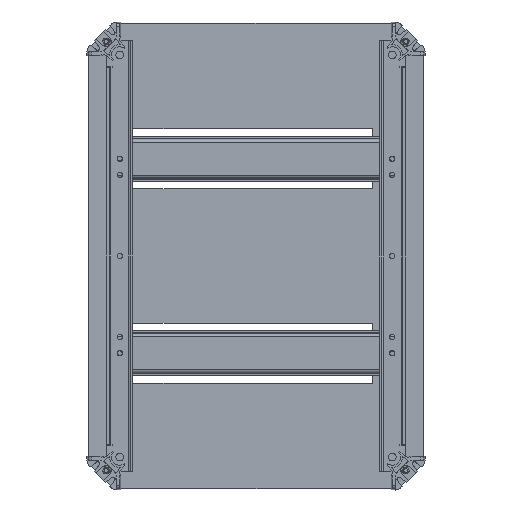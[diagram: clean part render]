
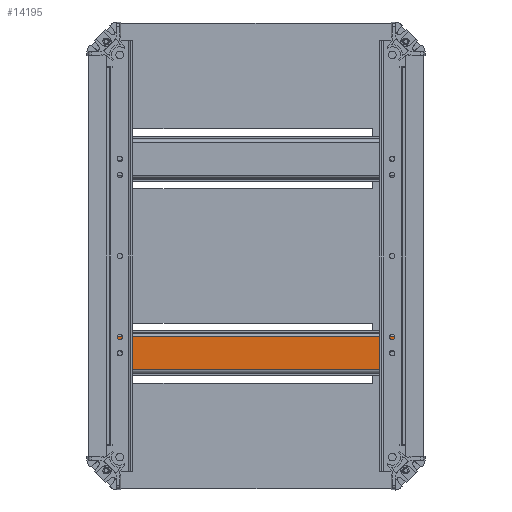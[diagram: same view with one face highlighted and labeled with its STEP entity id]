
A CAD part, front view. The second image highlights one B-rep face of the part: STEP entity #14195.
In plain terms, the highlighted planar face has unit normal (0, -1, 0).
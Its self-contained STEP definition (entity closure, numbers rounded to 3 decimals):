
#647 = PLANE ( 'NONE',  #7516 ) ;
#727 = VERTEX_POINT ( 'NONE', #16630 ) ;
#791 = VECTOR ( 'NONE', #4036, 1000. ) ;
#884 = ORIENTED_EDGE ( 'NONE', *, *, #7155, .F. ) ;
#1049 = ORIENTED_EDGE ( 'NONE', *, *, #6394, .F. ) ;
#1068 = VERTEX_POINT ( 'NONE', #17396 ) ;
#1417 = CARTESIAN_POINT ( 'NONE',  ( 2.25, -1.5, 110. ) ) ;
#1474 = CARTESIAN_POINT ( 'NONE',  ( 0., -1.5, 105. ) ) ;
#1507 = CARTESIAN_POINT ( 'NONE',  ( 2.25, -1.5, -110. ) ) ;
#1649 = LINE ( 'NONE', #1417, #791 ) ;
#1749 = CARTESIAN_POINT ( 'NONE',  ( -12.7, -1.5, 110. ) ) ;
#1821 = VERTEX_POINT ( 'NONE', #7436 ) ;
#1864 = LINE ( 'NONE', #16193, #12553 ) ;
#2054 = DIRECTION ( 'NONE',  ( 0., 0., 1. ) ) ;
#2115 = VECTOR ( 'NONE', #18064, 1000. ) ;
#2308 = LINE ( 'NONE', #9071, #16820 ) ;
#2535 = ORIENTED_EDGE ( 'NONE', *, *, #7275, .F. ) ;
#2873 = DIRECTION ( 'NONE',  ( 0., 0., 1. ) ) ;
#3148 = CARTESIAN_POINT ( 'NONE',  ( 2.25, -1.5, 105. ) ) ;
#3170 = VECTOR ( 'NONE', #14270, 1000. ) ;
#3412 = CIRCLE ( 'NONE', #17266, 2.25 ) ;
#3535 = VERTEX_POINT ( 'NONE', #1749 ) ;
#3685 = VERTEX_POINT ( 'NONE', #13279 ) ;
#3713 = ORIENTED_EDGE ( 'NONE', *, *, #7124, .T. ) ;
#3779 = CIRCLE ( 'NONE', #3924, 2.25 ) ;
#3924 = AXIS2_PLACEMENT_3D ( 'NONE', #16117, #7694, #17566 ) ;
#4036 = DIRECTION ( 'NONE',  ( 0., 0., 1. ) ) ;
#4205 = CARTESIAN_POINT ( 'NONE',  ( 13.5, -1.5, 110. ) ) ;
#4441 = CARTESIAN_POINT ( 'NONE',  ( -2.25, -1.5, -110. ) ) ;
#4474 = LINE ( 'NONE', #4205, #4954 ) ;
#4745 = ORIENTED_EDGE ( 'NONE', *, *, #7064, .F. ) ;
#4954 = VECTOR ( 'NONE', #14012, 1000. ) ;
#5405 = DIRECTION ( 'NONE',  ( 0., 0., -1. ) ) ;
#5744 = DIRECTION ( 'NONE',  ( 0., -1., 0. ) ) ;
#5754 = ORIENTED_EDGE ( 'NONE', *, *, #7027, .F. ) ;
#6394 = EDGE_CURVE ( 'NONE', #14950, #7586, #3779, .T. ) ;
#6706 = VECTOR ( 'NONE', #9860, 1000. ) ;
#6760 = CARTESIAN_POINT ( 'NONE',  ( 13.5, -1.5, -110. ) ) ;
#6919 = LINE ( 'NONE', #12834, #3170 ) ;
#6982 = EDGE_CURVE ( 'NONE', #12255, #9149, #10866, .T. ) ;
#7027 = EDGE_CURVE ( 'NONE', #7586, #12255, #3412, .T. ) ;
#7047 = CARTESIAN_POINT ( 'NONE',  ( -2.25, -1.5, -105. ) ) ;
#7064 = EDGE_CURVE ( 'NONE', #3685, #14950, #13273, .T. ) ;
#7124 = EDGE_CURVE ( 'NONE', #3685, #12352, #13689, .T. ) ;
#7155 = EDGE_CURVE ( 'NONE', #1068, #12352, #16618, .T. ) ;
#7184 = EDGE_CURVE ( 'NONE', #1821, #1068, #4474, .T. ) ;
#7188 = EDGE_CURVE ( 'NONE', #12754, #1821, #1649, .T. ) ;
#7204 = EDGE_CURVE ( 'NONE', #8552, #12754, #8252, .T. ) ;
#7267 = ORIENTED_EDGE ( 'NONE', *, *, #7204, .F. ) ;
#7275 = EDGE_CURVE ( 'NONE', #727, #8552, #6919, .T. ) ;
#7364 = EDGE_CURVE ( 'NONE', #3535, #727, #14361, .T. ) ;
#7391 = EDGE_CURVE ( 'NONE', #10831, #3535, #2308, .T. ) ;
#7423 = EDGE_CURVE ( 'NONE', #10831, #9149, #1864, .T. ) ;
#7436 = CARTESIAN_POINT ( 'NONE',  ( 2.25, -1.5, 110. ) ) ;
#7516 = AXIS2_PLACEMENT_3D ( 'NONE', #7590, #10459, #2054 ) ;
#7524 = EDGE_LOOP ( 'NONE', ( #18265, #5754, #1049, #4745, #3713, #884, #8427, #10934, #7267, #2535, #16074, #9513, #11195 ) ) ;
#7586 = VERTEX_POINT ( 'NONE', #12331 ) ;
#7590 = CARTESIAN_POINT ( 'NONE',  ( 13.5, -1.5, 110. ) ) ;
#7694 = DIRECTION ( 'NONE',  ( 0., -1., 0. ) ) ;
#8252 = CIRCLE ( 'NONE', #15579, 2.25 ) ;
#8427 = ORIENTED_EDGE ( 'NONE', *, *, #7184, .F. ) ;
#8528 = FACE_OUTER_BOUND ( 'NONE', #7524, .T. ) ;
#8552 = VERTEX_POINT ( 'NONE', #14337 ) ;
#8711 = VECTOR ( 'NONE', #5405, 1000. ) ;
#9071 = CARTESIAN_POINT ( 'NONE',  ( -12.7, -1.5, -110. ) ) ;
#9149 = VERTEX_POINT ( 'NONE', #4441 ) ;
#9513 = ORIENTED_EDGE ( 'NONE', *, *, #7391, .F. ) ;
#9860 = DIRECTION ( 'NONE',  ( 0., 0., -1. ) ) ;
#9916 = DIRECTION ( 'NONE',  ( 0., 0., 1. ) ) ;
#10449 = DIRECTION ( 'NONE',  ( 0., 0., 1. ) ) ;
#10459 = DIRECTION ( 'NONE',  ( 0., 1., 0. ) ) ;
#10790 = CARTESIAN_POINT ( 'NONE',  ( -12.7, -1.5, -110. ) ) ;
#10831 = VERTEX_POINT ( 'NONE', #10790 ) ;
#10866 = LINE ( 'NONE', #7047, #6706 ) ;
#10876 = CARTESIAN_POINT ( 'NONE',  ( 12.7, -1.5, -110. ) ) ;
#10934 = ORIENTED_EDGE ( 'NONE', *, *, #7188, .F. ) ;
#11195 = ORIENTED_EDGE ( 'NONE', *, *, #7423, .T. ) ;
#11271 = DIRECTION ( 'NONE',  ( 0., -1., 0. ) ) ;
#12255 = VERTEX_POINT ( 'NONE', #17840 ) ;
#12331 = CARTESIAN_POINT ( 'NONE',  ( 0., -1.5, -102.75 ) ) ;
#12352 = VERTEX_POINT ( 'NONE', #10876 ) ;
#12553 = VECTOR ( 'NONE', #17632, 1000. ) ;
#12754 = VERTEX_POINT ( 'NONE', #3148 ) ;
#12834 = CARTESIAN_POINT ( 'NONE',  ( -2.25, -1.5, 105. ) ) ;
#13273 = LINE ( 'NONE', #1507, #17062 ) ;
#13279 = CARTESIAN_POINT ( 'NONE',  ( 2.25, -1.5, -110. ) ) ;
#13481 = VECTOR ( 'NONE', #16061, 1000. ) ;
#13689 = LINE ( 'NONE', #6760, #2115 ) ;
#14012 = DIRECTION ( 'NONE',  ( 1., 0., 0. ) ) ;
#14132 = CARTESIAN_POINT ( 'NONE',  ( 0., -1.5, -105. ) ) ;
#14195 = ADVANCED_FACE ( 'NONE', ( #8528 ), #647, .F. ) ;
#14270 = DIRECTION ( 'NONE',  ( 0., 0., -1. ) ) ;
#14337 = CARTESIAN_POINT ( 'NONE',  ( -2.25, -1.5, 105. ) ) ;
#14361 = LINE ( 'NONE', #14606, #13481 ) ;
#14606 = CARTESIAN_POINT ( 'NONE',  ( 13.5, -1.5, 110. ) ) ;
#14950 = VERTEX_POINT ( 'NONE', #16858 ) ;
#15219 = CARTESIAN_POINT ( 'NONE',  ( 12.7, -1.5, 110. ) ) ;
#15572 = DIRECTION ( 'NONE',  ( 0., 0., 1. ) ) ;
#15579 = AXIS2_PLACEMENT_3D ( 'NONE', #1474, #11271, #2873 ) ;
#16061 = DIRECTION ( 'NONE',  ( 1., 0., 0. ) ) ;
#16074 = ORIENTED_EDGE ( 'NONE', *, *, #7364, .F. ) ;
#16117 = CARTESIAN_POINT ( 'NONE',  ( 0., -1.5, -105. ) ) ;
#16193 = CARTESIAN_POINT ( 'NONE',  ( 13.5, -1.5, -110. ) ) ;
#16618 = LINE ( 'NONE', #15219, #8711 ) ;
#16630 = CARTESIAN_POINT ( 'NONE',  ( -2.25, -1.5, 110. ) ) ;
#16820 = VECTOR ( 'NONE', #10449, 1000. ) ;
#16858 = CARTESIAN_POINT ( 'NONE',  ( 2.25, -1.5, -105. ) ) ;
#17062 = VECTOR ( 'NONE', #9916, 1000. ) ;
#17266 = AXIS2_PLACEMENT_3D ( 'NONE', #14132, #5744, #15572 ) ;
#17396 = CARTESIAN_POINT ( 'NONE',  ( 12.7, -1.5, 110. ) ) ;
#17566 = DIRECTION ( 'NONE',  ( 0., 0., 1. ) ) ;
#17632 = DIRECTION ( 'NONE',  ( 1., 0., 0. ) ) ;
#17840 = CARTESIAN_POINT ( 'NONE',  ( -2.25, -1.5, -105. ) ) ;
#18064 = DIRECTION ( 'NONE',  ( 1., 0., 0. ) ) ;
#18265 = ORIENTED_EDGE ( 'NONE', *, *, #6982, .F. ) ;
